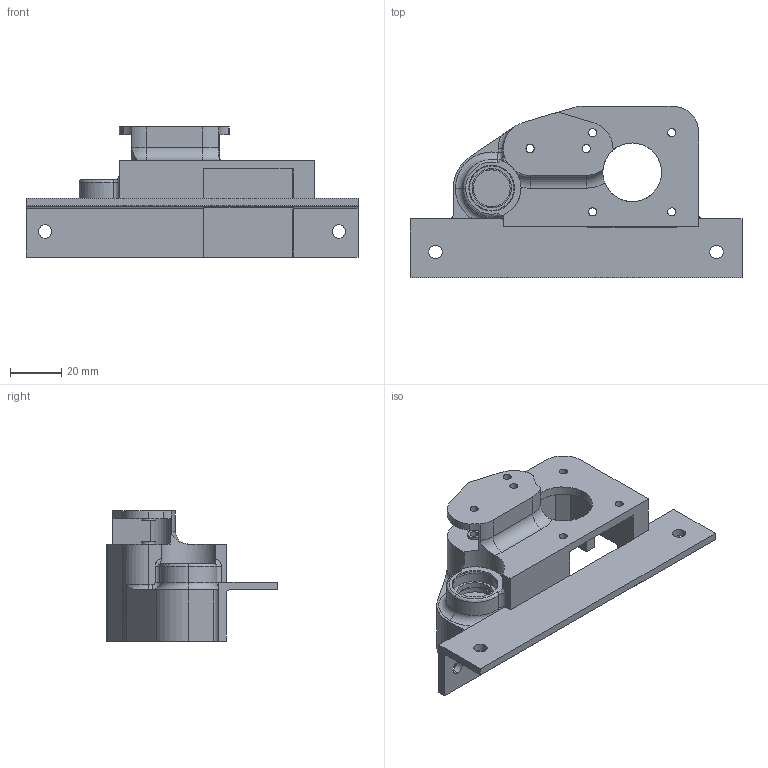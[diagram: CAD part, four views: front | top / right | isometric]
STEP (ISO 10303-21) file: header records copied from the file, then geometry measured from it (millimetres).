
FILE_DESCRIPTION (( 'STEP AP214' ), '1' );
FILE_NAME ('fixation bas vis centrale.STEP', '2021-03-10T09:10:09', ( '' ), ( '' ), 'SwSTEP 2.0', 'SolidWorks 2016', '' );
FILE_SCHEMA (( 'AUTOMOTIVE_DESIGN' ));
Length unit declared in the file: millimetre
Products named in the file (1): fixation bas vis centrale
Bounding box: 130 x 67 x 50.95 mm (x, y, z)
Volume: 92349.1 mm3; surface area: 30977 mm2
Topology: 1 solids, 1 shells, 134 faces, 366 edges, 239 vertices
Faces by surface type: cylinder 66, plane 53, torus 9, bspline 4, cone 2
Entity records: 4664 total; most frequent: CARTESIAN_POINT 1082, DIRECTION 763, ORIENTED_EDGE 732, EDGE_CURVE 366, AXIS2_PLACEMENT_3D 285, VERTEX_POINT 239, VECTOR 193, LINE 193
